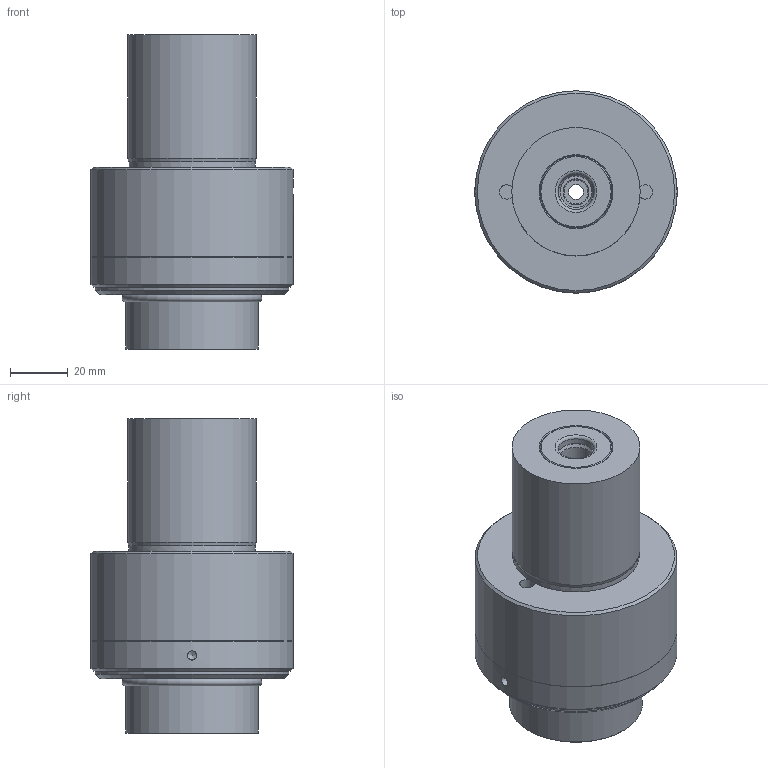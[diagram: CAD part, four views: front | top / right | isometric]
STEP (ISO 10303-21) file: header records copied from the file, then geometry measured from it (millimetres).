
FILE_DESCRIPTION(/* description */ (''),/* implementation_level */ '2;1');
FILE_NAME(/* name */ '264493204.stp',/* time_stamp */ '2021-09-24T13:03:28',/* author */ ('LRA'),/* organization */ ('REGO-FIX'),/* preprocessor_version */ ' Unknown',/* originating_system */ 'SIEMENS PLM Software Solid Edge ST10',/* authorization */ 'Unknown');
FILE_SCHEMA (('AUTOMOTIVE_DESIGN { 1 0 10303 214 2 1 1}'));
Length unit declared in the file: millimetre
Products named in the file (1): NOCUT
Bounding box: 70 x 70 x 109 mm (x, y, z)
Volume: 192284.2 mm3; surface area: 56526.5 mm2
Topology: 1 solids, 4 shells, 135 faces, 291 edges, 179 vertices
Faces by surface type: cylinder 40, cone 40, plane 30, torus 22, bspline 3
Full cylindrical faces by diameter (mm): 2.113 x1, 3.2 x2, 5 x4, 5.2 x2, 7.4 x1, 9 x2, 11 x1, 12 x1, 12.5 x2, 24 x1, 24.7 x1, 25 x2, 36 x1, 40.5 x1, 43.85 x1, 44.45 x1, 46 x2, 46.2 x1, 53.4 x1, 54 x1, 56 x1, 56.6 x1, 58.4 x1, 58.5 x1, 58.917 x1, 60 x1, 60.5 x1, 67 x1, 70 x2
Entity records: 5001 total; most frequent: CARTESIAN_POINT 1631, DIRECTION 548, ORIENTED_EDGE 306, AXIS2_PLACEMENT_3D 273, FACE_BOUND 272, EDGE_LOOP 270, EDGE_CURVE 153, VERTEX_POINT 145
